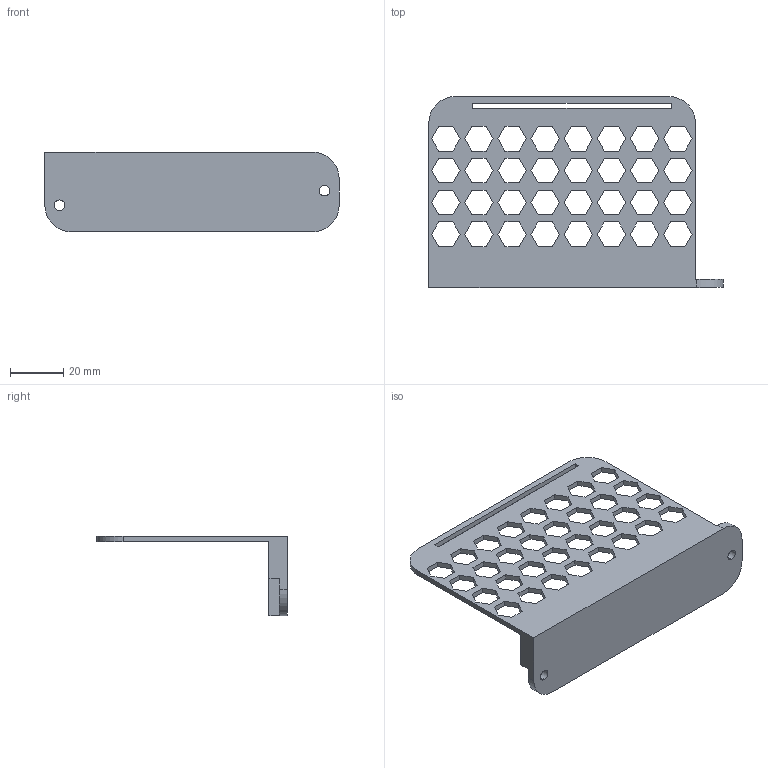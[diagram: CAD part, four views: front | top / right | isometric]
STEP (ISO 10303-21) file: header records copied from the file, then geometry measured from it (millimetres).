
FILE_DESCRIPTION (( 'STEP AP214' ), '1' );
FILE_NAME ('Raspberry_Base.STEP', '2025-11-10T19:44:23', ( '' ), ( '' ), 'SwSTEP 2.0', 'SolidWorks 2025', '' );
FILE_SCHEMA (( 'AUTOMOTIVE_DESIGN' ));
Length unit declared in the file: millimetre
Products named in the file (1): Raspberry_Base
Bounding box: 111 x 72 x 30 mm (x, y, z)
Volume: 19636.4 mm3; surface area: 19890.1 mm2
Topology: 1 solids, 1 shells, 224 faces, 666 edges, 444 vertices
Faces by surface type: plane 215, cylinder 9
Entity records: 7531 total; most frequent: CARTESIAN_POINT 1335, ORIENTED_EDGE 1332, DIRECTION 1134, EDGE_CURVE 666, LINE 648, VECTOR 648, VERTEX_POINT 444, EDGE_LOOP 294
